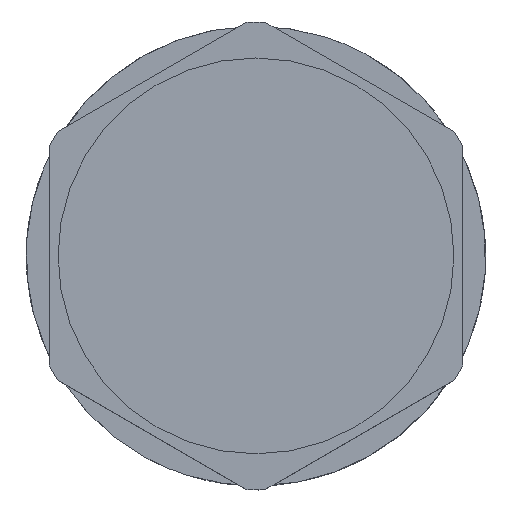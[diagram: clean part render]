
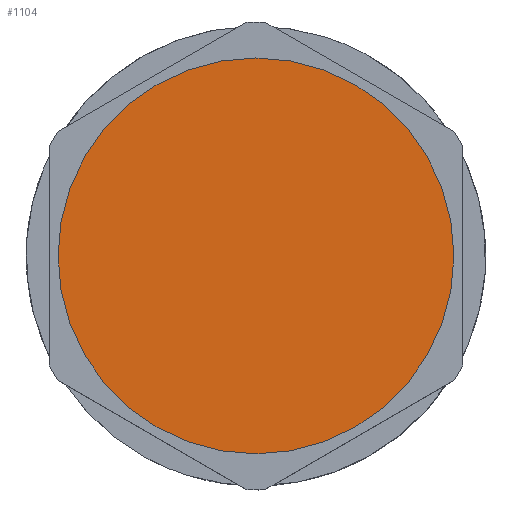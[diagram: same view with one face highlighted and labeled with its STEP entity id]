
A CAD part, top view. The second image highlights one B-rep face of the part: STEP entity #1104.
In plain terms, the highlighted planar face has unit normal (0, 0, 1).
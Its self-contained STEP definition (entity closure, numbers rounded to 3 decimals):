
#1064=AXIS2_PLACEMENT_3D('Circle Axis2P3D',#1062,#1063,$) ;
#1084=AXIS2_PLACEMENT_3D('Circle Axis2P3D',#1082,#1083,$) ;
#1098=AXIS2_PLACEMENT_3D('Plane Axis2P3D',#1095,#1096,#1097) ;
#1059=CARTESIAN_POINT('Vertex',(23.77,13.,17.)) ;
#1062=CARTESIAN_POINT('Axis2P3D Location',(12.77,13.,17.)) ;
#1066=CARTESIAN_POINT('Vertex',(1.77,13.,17.)) ;
#1082=CARTESIAN_POINT('Axis2P3D Location',(12.77,13.,17.)) ;
#1095=CARTESIAN_POINT('Axis2P3D Location',(12.77,26.,17.)) ;
#1063=DIRECTION('Axis2P3D Direction',(0.,0.,1.)) ;
#1083=DIRECTION('Axis2P3D Direction',(0.,0.,1.)) ;
#1096=DIRECTION('Axis2P3D Direction',(0.,0.,-1.)) ;
#1097=DIRECTION('Axis2P3D XDirection',(0.,-1.,0.)) ;
#1101=ORIENTED_EDGE('',*,*,#1068,.T.) ;
#1102=ORIENTED_EDGE('',*,*,#1086,.T.) ;
#1104=ADVANCED_FACE('Rotation1',(#1103),#1099,.F.) ;
#1065=CIRCLE('generated circle',#1064,11.) ;
#1085=CIRCLE('generated circle',#1084,11.) ;
#1068=EDGE_CURVE('',#1067,#1060,#1065,.T.) ;
#1086=EDGE_CURVE('',#1060,#1067,#1085,.T.) ;
#1100=EDGE_LOOP('',(#1101,#1102)) ;
#1103=FACE_OUTER_BOUND('',#1100,.T.) ;
#1099=PLANE('',#1098) ;
#1060=VERTEX_POINT('',#1059) ;
#1067=VERTEX_POINT('',#1066) ;
